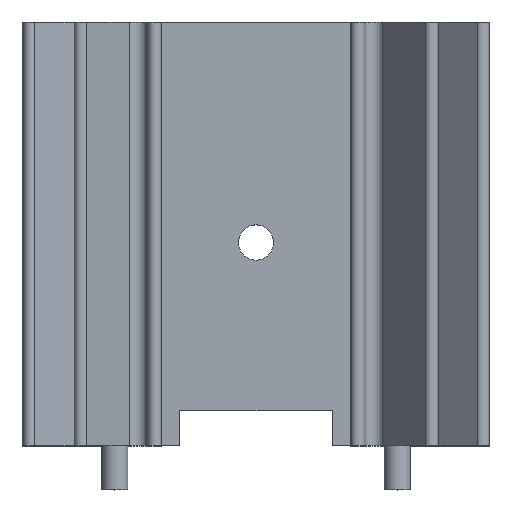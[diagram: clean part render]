
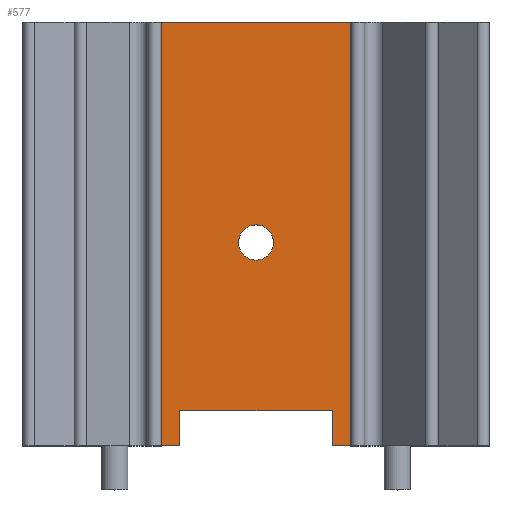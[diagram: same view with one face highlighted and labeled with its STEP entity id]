
A CAD part, top view. The second image highlights one B-rep face of the part: STEP entity #577.
In plain terms, the highlighted planar face has unit normal (0, 0, 1).
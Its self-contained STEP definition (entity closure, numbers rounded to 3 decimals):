
#23 = VECTOR ( 'NONE', #2791, 1000. ) ;
#35 = DIRECTION ( 'NONE',  ( 0., -1., 0. ) ) ;
#80 = CARTESIAN_POINT ( 'NONE',  ( 0., 16.705, 0.787 ) ) ;
#123 = EDGE_CURVE ( 'NONE', #322, #1271, #2597, .T. ) ;
#131 = VERTEX_POINT ( 'NONE', #1630 ) ;
#169 = DIRECTION ( 'NONE',  ( -1., 0., 0. ) ) ;
#188 = CIRCLE ( 'NONE', #1591, 1.585 ) ;
#194 = DIRECTION ( 'NONE',  ( 0., 0., 1. ) ) ;
#216 = CARTESIAN_POINT ( 'NONE',  ( -6.858, 0., 0.787 ) ) ;
#221 = CARTESIAN_POINT ( 'NONE',  ( 8.509, 0., 0.787 ) ) ;
#234 = VECTOR ( 'NONE', #1157, 1000. ) ;
#322 = VERTEX_POINT ( 'NONE', #216 ) ;
#374 = ORIENTED_EDGE ( 'NONE', *, *, #1501, .F. ) ;
#429 = AXIS2_PLACEMENT_3D ( 'NONE', #1588, #194, #1822 ) ;
#458 = CARTESIAN_POINT ( 'NONE',  ( 8.509, 38.1, 0.787 ) ) ;
#465 = ORIENTED_EDGE ( 'NONE', *, *, #2111, .F. ) ;
#520 = CARTESIAN_POINT ( 'NONE',  ( 8.509, 38.1, 0.787 ) ) ;
#577 = ADVANCED_FACE ( 'NONE', ( #2360, #2729 ), #1929, .T. ) ;
#606 = CARTESIAN_POINT ( 'NONE',  ( -6.858, 3.175, 0.787 ) ) ;
#671 = CARTESIAN_POINT ( 'NONE',  ( 0., 19.875, 0.787 ) ) ;
#744 = DIRECTION ( 'NONE',  ( 0., -1., 0. ) ) ;
#816 = CARTESIAN_POINT ( 'NONE',  ( 8.509, 0., 0.787 ) ) ;
#892 = CIRCLE ( 'NONE', #429, 1.585 ) ;
#896 = ORIENTED_EDGE ( 'NONE', *, *, #2176, .F. ) ;
#910 = DIRECTION ( 'NONE',  ( 0., -1., 0. ) ) ;
#946 = CARTESIAN_POINT ( 'NONE',  ( 0., 18.29, 0.787 ) ) ;
#957 = ORIENTED_EDGE ( 'NONE', *, *, #1194, .F. ) ;
#989 = ORIENTED_EDGE ( 'NONE', *, *, #1902, .T. ) ;
#1004 = EDGE_CURVE ( 'NONE', #1315, #1742, #2845, .T. ) ;
#1076 = LINE ( 'NONE', #1768, #2486 ) ;
#1086 = DIRECTION ( 'NONE',  ( -1., 0., 0. ) ) ;
#1157 = DIRECTION ( 'NONE',  ( 0., -1., 0. ) ) ;
#1168 = EDGE_LOOP ( 'NONE', ( #1755, #2274 ) ) ;
#1172 = DIRECTION ( 'NONE',  ( 0., 0., 1. ) ) ;
#1194 = EDGE_CURVE ( 'NONE', #2548, #131, #2966, .T. ) ;
#1199 = ORIENTED_EDGE ( 'NONE', *, *, #123, .F. ) ;
#1271 = VERTEX_POINT ( 'NONE', #2541 ) ;
#1306 = ORIENTED_EDGE ( 'NONE', *, *, #1004, .T. ) ;
#1315 = VERTEX_POINT ( 'NONE', #458 ) ;
#1462 = CARTESIAN_POINT ( 'NONE',  ( -8.509, 38.1, 0.787 ) ) ;
#1479 = VECTOR ( 'NONE', #35, 1000. ) ;
#1501 = EDGE_CURVE ( 'NONE', #1315, #2110, #2528, .T. ) ;
#1559 = DIRECTION ( 'NONE',  ( 0., -1., 0. ) ) ;
#1574 = LINE ( 'NONE', #1462, #1479 ) ;
#1588 = CARTESIAN_POINT ( 'NONE',  ( 0., 18.29, 0.787 ) ) ;
#1591 = AXIS2_PLACEMENT_3D ( 'NONE', #946, #1172, #910 ) ;
#1597 = VECTOR ( 'NONE', #1086, 1000. ) ;
#1630 = CARTESIAN_POINT ( 'NONE',  ( 6.858, 3.175, 0.787 ) ) ;
#1662 = VECTOR ( 'NONE', #2400, 1000. ) ;
#1742 = VERTEX_POINT ( 'NONE', #2763 ) ;
#1755 = ORIENTED_EDGE ( 'NONE', *, *, #1834, .F. ) ;
#1768 = CARTESIAN_POINT ( 'NONE',  ( 6.858, 3.175, 0.787 ) ) ;
#1805 = VERTEX_POINT ( 'NONE', #671 ) ;
#1822 = DIRECTION ( 'NONE',  ( 0., -1., 0. ) ) ;
#1826 = VECTOR ( 'NONE', #2039, 1000. ) ;
#1834 = EDGE_CURVE ( 'NONE', #1895, #1805, #188, .T. ) ;
#1875 = CARTESIAN_POINT ( 'NONE',  ( -6.858, 3.175, 0.787 ) ) ;
#1895 = VERTEX_POINT ( 'NONE', #80 ) ;
#1902 = EDGE_CURVE ( 'NONE', #1742, #1271, #1574, .T. ) ;
#1929 = PLANE ( 'NONE',  #2939 ) ;
#2020 = CARTESIAN_POINT ( 'NONE',  ( 8.509, 38.1, 0.787 ) ) ;
#2039 = DIRECTION ( 'NONE',  ( -1., 0., 0. ) ) ;
#2040 = CARTESIAN_POINT ( 'NONE',  ( 8.509, 38.1, 0.787 ) ) ;
#2106 = VERTEX_POINT ( 'NONE', #606 ) ;
#2110 = VERTEX_POINT ( 'NONE', #816 ) ;
#2111 = EDGE_CURVE ( 'NONE', #131, #2106, #1076, .T. ) ;
#2169 = CARTESIAN_POINT ( 'NONE',  ( 6.858, 0., 0.787 ) ) ;
#2176 = EDGE_CURVE ( 'NONE', #2110, #2548, #2454, .T. ) ;
#2274 = ORIENTED_EDGE ( 'NONE', *, *, #2348, .F. ) ;
#2327 = EDGE_LOOP ( 'NONE', ( #2369, #465, #957, #896, #374, #1306, #989, #1199 ) ) ;
#2348 = EDGE_CURVE ( 'NONE', #1805, #1895, #892, .T. ) ;
#2360 = FACE_BOUND ( 'NONE', #1168, .T. ) ;
#2369 = ORIENTED_EDGE ( 'NONE', *, *, #2385, .F. ) ;
#2385 = EDGE_CURVE ( 'NONE', #2106, #322, #2614, .T. ) ;
#2400 = DIRECTION ( 'NONE',  ( 0., 1., 0. ) ) ;
#2454 = LINE ( 'NONE', #2975, #1826 ) ;
#2486 = VECTOR ( 'NONE', #169, 1000. ) ;
#2528 = LINE ( 'NONE', #2040, #2747 ) ;
#2541 = CARTESIAN_POINT ( 'NONE',  ( -8.509, 0., 0.787 ) ) ;
#2548 = VERTEX_POINT ( 'NONE', #2169 ) ;
#2597 = LINE ( 'NONE', #221, #23 ) ;
#2604 = DIRECTION ( 'NONE',  ( 0., 0., 1. ) ) ;
#2614 = LINE ( 'NONE', #1875, #234 ) ;
#2623 = CARTESIAN_POINT ( 'NONE',  ( 6.858, 3.175, 0.787 ) ) ;
#2729 = FACE_OUTER_BOUND ( 'NONE', #2327, .T. ) ;
#2747 = VECTOR ( 'NONE', #1559, 1000. ) ;
#2763 = CARTESIAN_POINT ( 'NONE',  ( -8.509, 38.1, 0.787 ) ) ;
#2791 = DIRECTION ( 'NONE',  ( -1., 0., 0. ) ) ;
#2845 = LINE ( 'NONE', #2020, #1597 ) ;
#2939 = AXIS2_PLACEMENT_3D ( 'NONE', #520, #2604, #744 ) ;
#2966 = LINE ( 'NONE', #2623, #1662 ) ;
#2975 = CARTESIAN_POINT ( 'NONE',  ( 8.509, 0., 0.787 ) ) ;
